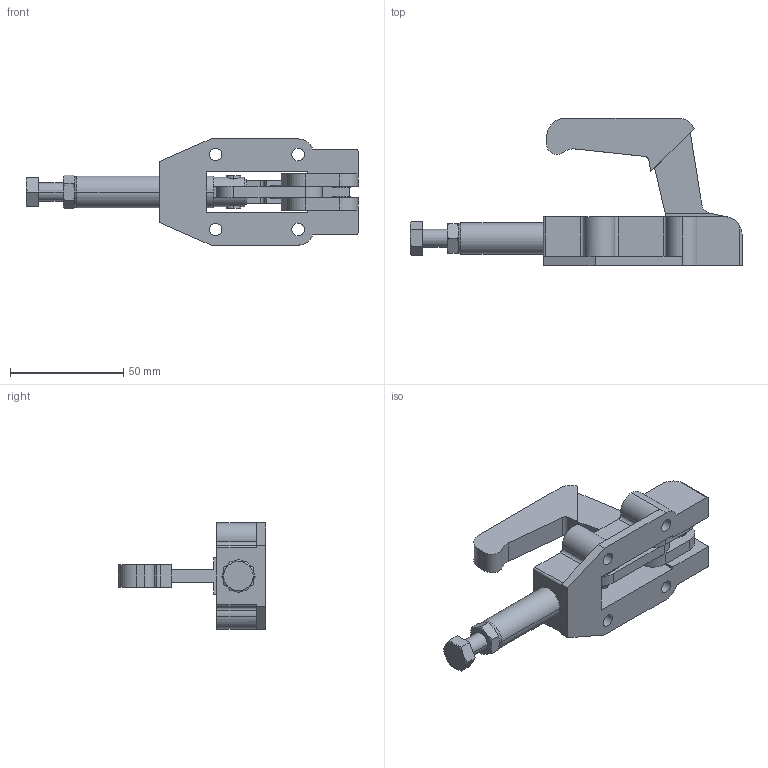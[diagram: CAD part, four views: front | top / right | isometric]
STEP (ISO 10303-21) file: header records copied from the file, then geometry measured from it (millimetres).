
FILE_DESCRIPTION( ( '' ), '1' );
FILE_NAME( 'p600_2_03.stp', '2006-11-29T10:43:20', ( '' ), ( '' ), ' ', ' ', ' ' );
FILE_SCHEMA( ( 'CONFIG_CONTROL_DESIGN' ) );
Length unit declared in the file: millimetre
Products named in the file (5): 1; 2; 3; 4; 5
Bounding box: 146.9 x 65.1 x 47 mm (x, y, z)
Volume: 72579.3 mm3; surface area: 31669 mm2
Topology: 5 solids, 6 shells, 181 faces, 453 edges, 292 vertices
Faces by surface type: plane 81, cylinder 74, cone 26
Entity records: 5764 total; most frequent: CARTESIAN_POINT 1161, DIRECTION 944, ORIENTED_EDGE 902, EDGE_CURVE 451, AXIS2_PLACEMENT_3D 355, VERTEX_POINT 292, LINE 234, VECTOR 234
